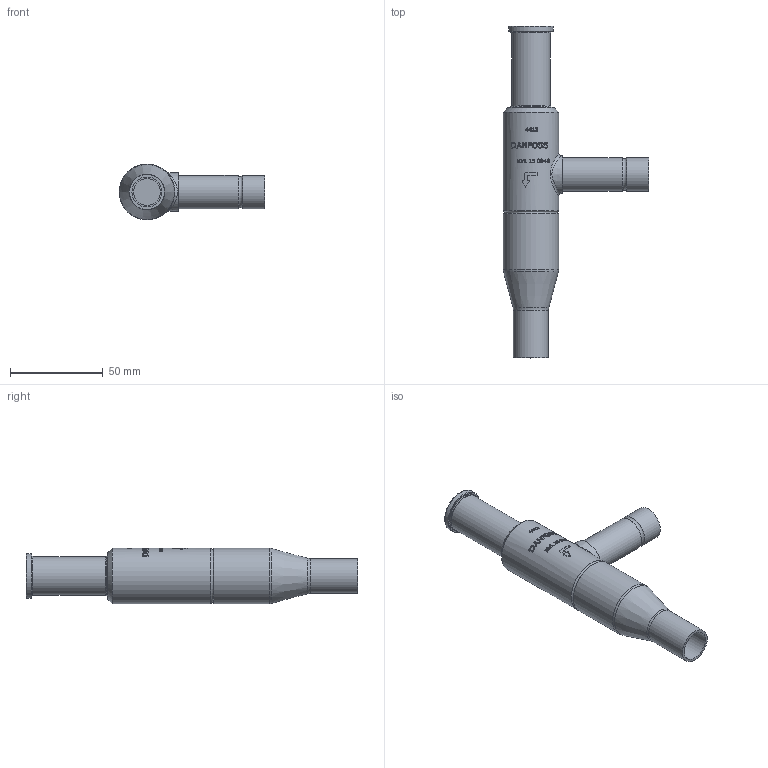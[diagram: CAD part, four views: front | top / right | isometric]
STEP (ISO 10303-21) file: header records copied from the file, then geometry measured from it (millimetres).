
FILE_DESCRIPTION((''),'2;1');
FILE_NAME('WEB034L0049.step','2014-10-08T07:56:28',(''),(''),'Autodesk Inventor 2012','Autodesk Inventor 2012','');
FILE_SCHEMA(('AUTOMOTIVE_DESIGN { 1 2 10303 214 0 1 1 1 }'));
Length unit declared in the file: millimetre
Products named in the file (1): WEB034L0049
Bounding box: 78.7 x 179.35 x 30 mm (x, y, z)
Volume: 99765.3 mm3; surface area: 20995.4 mm2
Topology: 1 solids, 2 shells, 357 faces, 934 edges, 622 vertices
Faces by surface type: plane 169, bspline 118, cylinder 54, cone 10, torus 6
Full cylindrical faces by diameter (mm): 14.5 x1, 16 x1, 16.15 x1, 17.95 x1, 18 x2, 18.3 x2, 18.9 x1, 21 x1, 21.6 x1, 22 x1, 24 x1, 30 x2
Entity records: 13200 total; most frequent: CARTESIAN_POINT 5096, ORIENTED_EDGE 1782, DIRECTION 1354, EDGE_CURVE 891, VERTEX_POINT 608, AXIS2_PLACEMENT_3D 475, EDGE_LOOP 429, VECTOR 404
